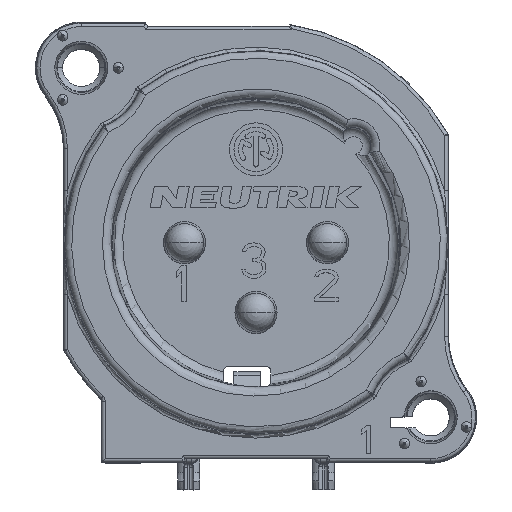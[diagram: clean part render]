
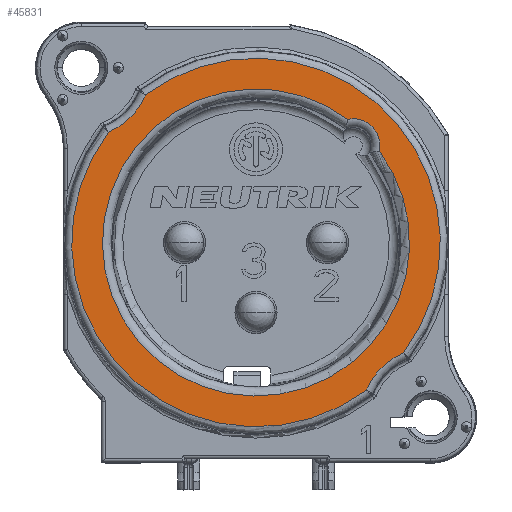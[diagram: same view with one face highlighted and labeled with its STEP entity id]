
A CAD part, top view. The second image highlights one B-rep face of the part: STEP entity #45831.
In plain terms, the highlighted planar face has unit normal (0, 0, 1).
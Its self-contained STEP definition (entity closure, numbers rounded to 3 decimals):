
#16010=CARTESIAN_POINT('',(9.9,-9.9,3.7));
#16011=DIRECTION('',(0.,0.,-1.));
#16012=DIRECTION('',(-0.922,0.388,0.));
#16013=AXIS2_PLACEMENT_3D('',#16010,#16011,#16012);
#16015=CARTESIAN_POINT('',(0.,0.,3.7));
#16016=DIRECTION('',(0.,0.,-1.));
#16017=DIRECTION('',(0.599,-0.801,0.));
#16018=AXIS2_PLACEMENT_3D('',#16015,#16016,#16017);
#16020=CARTESIAN_POINT('',(-9.9,9.9,3.7));
#16021=DIRECTION('',(0.,0.,-1.));
#16022=DIRECTION('',(0.922,-0.388,0.));
#16023=AXIS2_PLACEMENT_3D('',#16020,#16021,#16022);
#16025=CARTESIAN_POINT('',(0.,0.,3.7));
#16026=DIRECTION('',(0.,0.,-1.));
#16027=DIRECTION('',(-0.599,0.801,0.));
#16028=AXIS2_PLACEMENT_3D('',#16025,#16026,#16027);
#16289=CARTESIAN_POINT('',(5.515,5.515,3.7));
#16290=DIRECTION('',(0.,0.,-1.));
#16291=DIRECTION('',(-0.215,0.977,0.));
#16292=AXIS2_PLACEMENT_3D('',#16289,#16290,#16291);
#16302=CARTESIAN_POINT('',(6.98,5.193,3.7));
#16314=CARTESIAN_POINT('',(0.,0.,3.7));
#16315=DIRECTION('',(0.,0.,-1.));
#16316=DIRECTION('',(0.802,0.597,0.));
#16317=AXIS2_PLACEMENT_3D('',#16314,#16315,#16316);
#16327=CARTESIAN_POINT('',(5.193,6.98,3.7));
#21457=CARTESIAN_POINT('',(6.253,-8.363,3.7));
#21458=CARTESIAN_POINT('',(8.363,-6.253,3.7));
#21459=VERTEX_POINT('',#21457);
#21460=VERTEX_POINT('',#21458);
#21465=CARTESIAN_POINT('',(-8.363,6.253,3.7));
#21466=VERTEX_POINT('',#21465);
#21475=CARTESIAN_POINT('',(-6.253,8.363,3.7));
#21476=VERTEX_POINT('',#21475);
#21602=VERTEX_POINT('',#16327);
#21603=VERTEX_POINT('',#16302);
#45811=CARTESIAN_POINT('',(0.,0.,3.7));
#45812=DIRECTION('',(0.,0.,-1.));
#45813=DIRECTION('',(0.,-1.,0.));
#45814=AXIS2_PLACEMENT_3D('',#45811,#45812,#45813);
#45815=PLANE('',#45814);
#45817=ORIENTED_EDGE('',*,*,#45816,.F.);
#45819=ORIENTED_EDGE('',*,*,#45818,.T.);
#45821=ORIENTED_EDGE('',*,*,#45820,.F.);
#45822=ORIENTED_EDGE('',*,*,#45802,.T.);
#45823=EDGE_LOOP('',(#45817,#45819,#45821,#45822));
#45824=FACE_OUTER_BOUND('',#45823,.F.);
#45826=ORIENTED_EDGE('',*,*,#45825,.F.);
#45828=ORIENTED_EDGE('',*,*,#45827,.F.);
#45829=EDGE_LOOP('',(#45826,#45828));
#45830=FACE_BOUND('',#45829,.F.);
#45831=ADVANCED_FACE('',(#45824,#45830),#45815,.F.);
#16014=CIRCLE('',#16013,3.958);
#16019=CIRCLE('',#16018,10.442);
#16024=CIRCLE('',#16023,3.958);
#16029=CIRCLE('',#16028,10.442);
#16293=CIRCLE('',#16292,1.5);
#16318=CIRCLE('',#16317,8.7);
#45802=EDGE_CURVE('',#21476,#21460,#16029,.T.);
#45816=EDGE_CURVE('',#21459,#21460,#16014,.T.);
#45818=EDGE_CURVE('',#21459,#21466,#16019,.T.);
#45820=EDGE_CURVE('',#21476,#21466,#16024,.T.);
#45825=EDGE_CURVE('',#21602,#21603,#16293,.T.);
#45827=EDGE_CURVE('',#21603,#21602,#16318,.T.);
